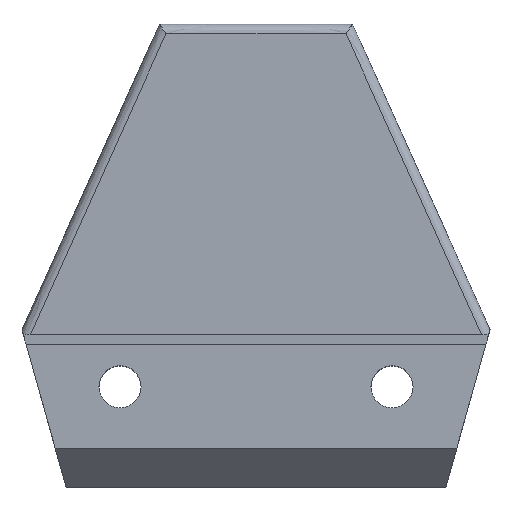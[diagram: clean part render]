
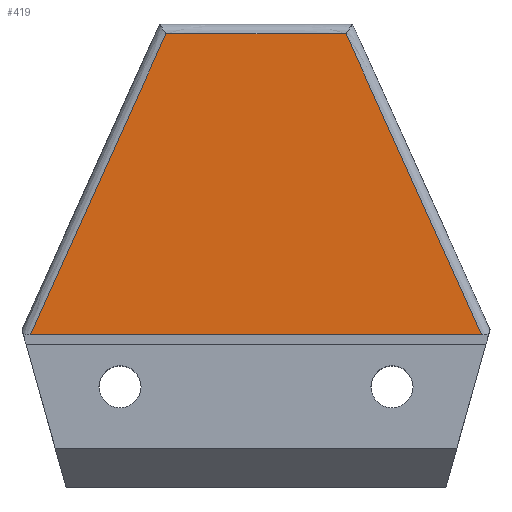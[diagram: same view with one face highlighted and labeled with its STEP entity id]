
A CAD part, top view. The second image highlights one B-rep face of the part: STEP entity #419.
In plain terms, the highlighted free-form (B-spline) face has degree [1, 1] with [2, 2] control points.
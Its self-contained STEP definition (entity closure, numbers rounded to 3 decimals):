
#419 = ADVANCED_FACE('',(#420),#450,.F.);
#420 = FACE_BOUND('',#421,.T.);
#421 = EDGE_LOOP('',(#422,#431,#438,#445));
#422 = ORIENTED_EDGE('',*,*,#423,.F.);
#423 = EDGE_CURVE('',#424,#426,#428,.T.);
#424 = VERTEX_POINT('',#425);
#425 = CARTESIAN_POINT('',(50.56,4.55,48.741
    ));
#426 = VERTEX_POINT('',#427);
#427 = CARTESIAN_POINT('',(-50.56,4.55,48.741
    ));
#428 = B_SPLINE_CURVE_WITH_KNOTS('',1,(#429,#430),.UNSPECIFIED.,.F.,.F.,
  (2,2),(-73.586,-1.13),.PIECEWISE_BEZIER_KNOTS.);
#429 = CARTESIAN_POINT('',(50.56,4.55,48.741
    ));
#430 = CARTESIAN_POINT('',(-50.56,4.55,48.741
    ));
#431 = ORIENTED_EDGE('',*,*,#432,.T.);
#432 = EDGE_CURVE('',#424,#433,#435,.T.);
#433 = VERTEX_POINT('',#434);
#434 = CARTESIAN_POINT('',(20.191,71.99,
    48.741));
#435 = B_SPLINE_CURVE_WITH_KNOTS('',1,(#436,#437),.UNSPECIFIED.,.F.,.F.,
  (2,2),(-11.903,41.094),.PIECEWISE_BEZIER_KNOTS.);
#436 = CARTESIAN_POINT('',(50.56,4.55,48.741
    ));
#437 = CARTESIAN_POINT('',(20.191,71.99,
    48.741));
#438 = ORIENTED_EDGE('',*,*,#439,.T.);
#439 = EDGE_CURVE('',#433,#440,#442,.T.);
#440 = VERTEX_POINT('',#441);
#441 = CARTESIAN_POINT('',(-20.191,71.99,
    48.741));
#442 = B_SPLINE_CURVE_WITH_KNOTS('',1,(#443,#444),.UNSPECIFIED.,.F.,.F.,
  (2,2),(-14.468,14.468),.PIECEWISE_BEZIER_KNOTS.);
#443 = CARTESIAN_POINT('',(20.191,71.99,
    48.741));
#444 = CARTESIAN_POINT('',(-20.191,71.99,
    48.741));
#445 = ORIENTED_EDGE('',*,*,#446,.T.);
#446 = EDGE_CURVE('',#440,#426,#447,.T.);
#447 = B_SPLINE_CURVE_WITH_KNOTS('',1,(#448,#449),.UNSPECIFIED.,.F.,.F.,
  (2,2),(-41.094,11.903),.PIECEWISE_BEZIER_KNOTS.);
#448 = CARTESIAN_POINT('',(-20.191,71.99,
    48.741));
#449 = CARTESIAN_POINT('',(-50.56,4.55,48.741
    ));
#450 = B_SPLINE_SURFACE_WITH_KNOTS('',1,1,(
    (#451,#452)
    ,(#453,#454
    )),.UNSPECIFIED.,.F.,.F.,.F.,(2,2),(2,2),(-36.228,
    36.228),(3.26,51.583),
  .PIECEWISE_BEZIER_KNOTS.);
#451 = CARTESIAN_POINT('',(50.56,4.55,48.741
    ));
#452 = CARTESIAN_POINT('',(50.56,71.99,
    48.741));
#453 = CARTESIAN_POINT('',(-50.56,4.55,48.741
    ));
#454 = CARTESIAN_POINT('',(-50.56,71.99,
    48.741));
